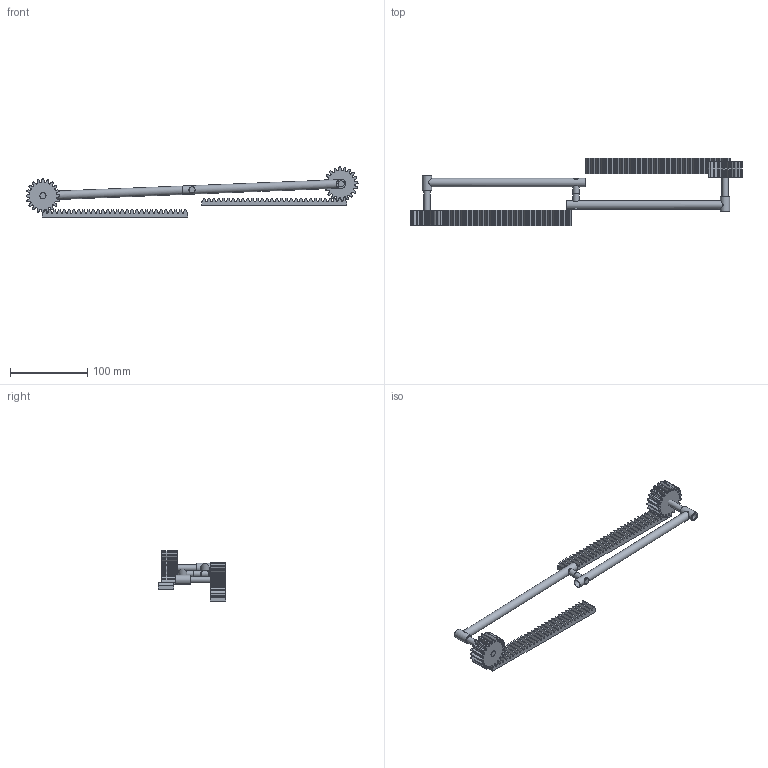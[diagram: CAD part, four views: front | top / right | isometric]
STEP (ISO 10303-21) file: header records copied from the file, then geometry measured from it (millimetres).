
FILE_DESCRIPTION(/* description */ (''),/* implementation_level */ '2;1');
FILE_NAME(/* name */ 'design 1.step',/* time_stamp */ '2024-04-10T12:17:24+05:30',/* author */ (''),/* organization */ (''),/* preprocessor_version */ 'ST-DEVELOPER v20',/* originating_system */ 'Autodesk Translation Framework v12.20.1.177',/* authorisation */ '');
FILE_SCHEMA (('AUTOMOTIVE_DESIGN { 1 0 10303 214 3 1 1 }'));
Length unit declared in the file: millimetre
Products named in the file (9): cpm3; cpm2; Rack-with-gear-and-motion-link; cpm2_1; Rack-with-gear-and-motion-link_1; Shaft; Spur Gear (20 teeth); Rack; connecting_rod
Assembly tree (12 placements, depth 4):
  cpm3
    cpm2
      Rack-with-gear-and-motion-link
        Shaft
        Spur Gear (20 teeth)
        Rack
      connecting_rod
    cpm2_1
      Rack-with-gear-and-motion-link_1
        Shaft
        Spur Gear (20 teeth)
        Rack
      connecting_rod
Bounding box: 430.8 x 87.33 x 65.01 mm (x, y, z)
Volume: 120544.6 mm3; surface area: 75835.3 mm2
Topology: 8 solids, 8 shells, 730 faces, 2132 edges, 1422 vertices
Faces by surface type: plane 350, cylinder 300, bspline 80
Full cylindrical faces by diameter (mm): 8 x8, 10 x2, 11 x2, 12 x2
Entity records: 24137 total; most frequent: CARTESIAN_POINT 14319, ORIENTED_EDGE 2132, DIRECTION 1955, EDGE_CURVE 1066, VERTEX_POINT 711, LINE 681, VECTOR 681, AXIS2_PLACEMENT_3D 637
